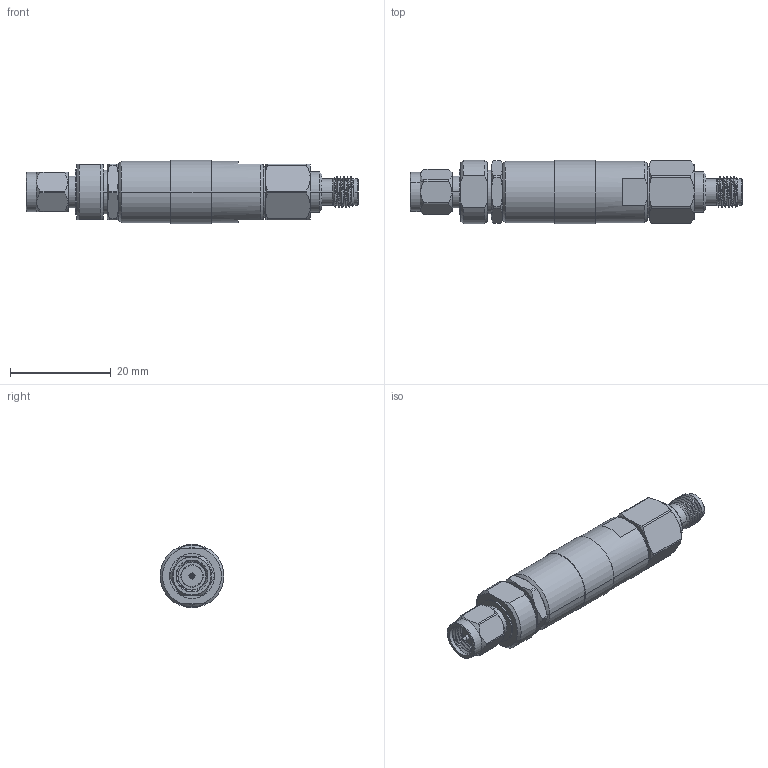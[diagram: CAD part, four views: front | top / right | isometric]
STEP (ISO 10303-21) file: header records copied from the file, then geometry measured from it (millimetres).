
FILE_DESCRIPTION (( 'STEP AP214' ), '1' );
FILE_NAME ('SMP8204_3D.step', '2023-03-15T16:38:34', ( '' ), ( '' ), 'SwSTEP 2.0', 'SolidWorks 2022', '' );
FILE_SCHEMA (( 'AUTOMOTIVE_DESIGN' ));
Length unit declared in the file: inch
Products named in the file (1): SMP8204_3D
Bounding box: 66 x 12.7 x 12.55 mm (x, y, z)
Volume: 5877.7 mm3; surface area: 3449.6 mm2
Topology: 1 solids, 3 shells, 235 faces, 560 edges, 355 vertices
Faces by surface type: cylinder 102, cone 59, plane 54, sphere 12, bspline 8
Entity records: 10138 total; most frequent: CARTESIAN_POINT 4720, DIRECTION 1153, ORIENTED_EDGE 1120, EDGE_CURVE 560, AXIS2_PLACEMENT_3D 487, VERTEX_POINT 355, EDGE_LOOP 263, CIRCLE 259
